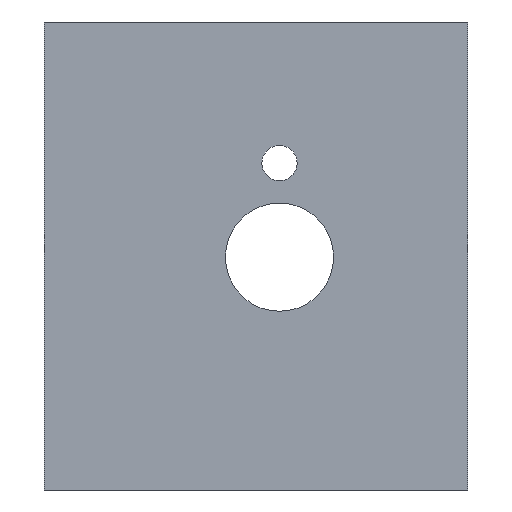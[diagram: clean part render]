
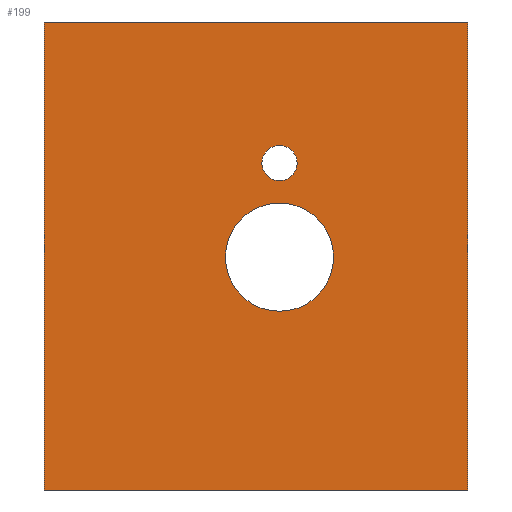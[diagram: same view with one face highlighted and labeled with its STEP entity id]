
A CAD part, front view. The second image highlights one B-rep face of the part: STEP entity #199.
In plain terms, the highlighted planar face has unit normal (0, -1, 0).
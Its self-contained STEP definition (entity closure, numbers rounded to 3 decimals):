
#21=FACE_BOUND('',#52,.T.);
#22=FACE_BOUND('',#53,.T.);
#29=PLANE('',#232);
#39=FACE_OUTER_BOUND('',#51,.T.);
#51=EDGE_LOOP('',(#167,#168,#169,#170));
#52=EDGE_LOOP('',(#171));
#53=EDGE_LOOP('',(#172));
#71=LINE('',#335,#87);
#72=LINE('',#338,#88);
#73=LINE('',#340,#89);
#74=LINE('',#341,#90);
#87=VECTOR('',#279,10.);
#88=VECTOR('',#282,10.);
#89=VECTOR('',#283,10.);
#90=VECTOR('',#284,10.);
#93=CIRCLE('',#219,2.3);
#95=CIRCLE('',#222,0.75);
#101=VERTEX_POINT('',#298);
#103=VERTEX_POINT('',#304);
#113=VERTEX_POINT('',#331);
#114=VERTEX_POINT('',#333);
#115=VERTEX_POINT('',#337);
#116=VERTEX_POINT('',#339);
#117=EDGE_CURVE('',#101,#101,#93,.T.);
#120=EDGE_CURVE('',#103,#103,#95,.T.);
#135=EDGE_CURVE('',#113,#114,#71,.T.);
#136=EDGE_CURVE('',#115,#113,#72,.T.);
#137=EDGE_CURVE('',#116,#114,#73,.T.);
#138=EDGE_CURVE('',#115,#116,#74,.T.);
#167=ORIENTED_EDGE('',*,*,#136,.T.);
#168=ORIENTED_EDGE('',*,*,#135,.T.);
#169=ORIENTED_EDGE('',*,*,#137,.F.);
#170=ORIENTED_EDGE('',*,*,#138,.F.);
#171=ORIENTED_EDGE('',*,*,#117,.T.);
#172=ORIENTED_EDGE('',*,*,#120,.T.);
#199=ADVANCED_FACE('',(#39,#21,#22),#29,.T.);
#219=AXIS2_PLACEMENT_3D('',#299,#243,#244);
#222=AXIS2_PLACEMENT_3D('',#305,#250,#251);
#232=AXIS2_PLACEMENT_3D('',#336,#280,#281);
#243=DIRECTION('center_axis',(0.,1.,0.));
#244=DIRECTION('ref_axis',(1.,0.,0.));
#250=DIRECTION('center_axis',(0.,1.,0.));
#251=DIRECTION('ref_axis',(1.,0.,0.));
#279=DIRECTION('',(0.,0.,-1.));
#280=DIRECTION('center_axis',(0.,-1.,0.));
#281=DIRECTION('ref_axis',(-1.,0.,0.));
#282=DIRECTION('',(-1.,0.,0.));
#283=DIRECTION('',(-1.,0.,0.));
#284=DIRECTION('',(0.,0.,-1.));
#298=CARTESIAN_POINT('',(85.104,-71.229,48.512));
#299=CARTESIAN_POINT('Origin',(87.404,-71.229,48.512));
#304=CARTESIAN_POINT('',(86.654,-71.229,52.512));
#305=CARTESIAN_POINT('Origin',(87.404,-71.229,52.512));
#331=CARTESIAN_POINT('',(77.403,-71.229,58.512));
#333=CARTESIAN_POINT('',(77.403,-71.229,38.612));
#335=CARTESIAN_POINT('',(77.403,-71.229,58.512));
#336=CARTESIAN_POINT('Origin',(95.403,-71.229,58.512));
#337=CARTESIAN_POINT('',(95.403,-71.229,58.512));
#338=CARTESIAN_POINT('',(95.403,-71.229,58.512));
#339=CARTESIAN_POINT('',(95.403,-71.229,38.612));
#340=CARTESIAN_POINT('',(95.403,-71.229,38.612));
#341=CARTESIAN_POINT('',(95.403,-71.229,58.512));
